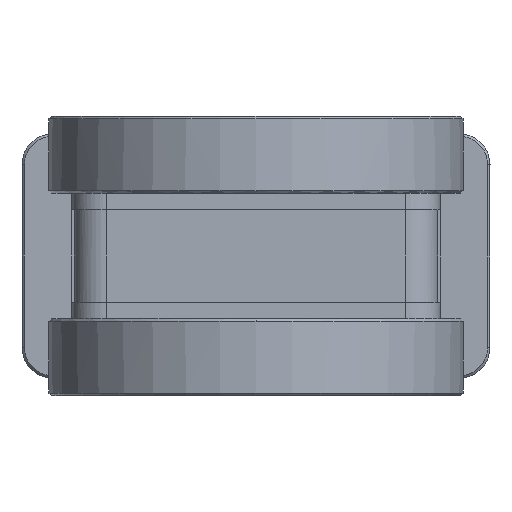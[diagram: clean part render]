
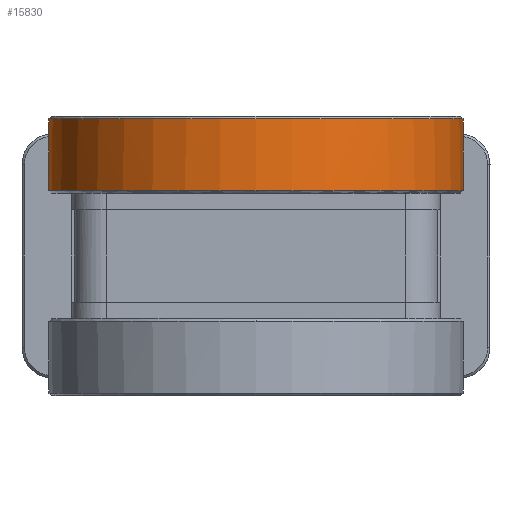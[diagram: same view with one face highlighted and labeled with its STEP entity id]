
A CAD part, front view. The second image highlights one B-rep face of the part: STEP entity #15830.
In plain terms, the highlighted cylindrical face has radius 42.862 mm (diameter 85.725 mm), a partial arc.
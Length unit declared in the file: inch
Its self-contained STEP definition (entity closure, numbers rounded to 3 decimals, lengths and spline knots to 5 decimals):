
#542 = CIRCLE ( 'NONE', #20291, 1.6875 ) ;
#549 = FACE_OUTER_BOUND ( 'NONE', #16175, .T. ) ;
#638 = DIRECTION ( 'NONE',  ( 0., 0., -1. ) ) ;
#801 = CARTESIAN_POINT ( 'NONE',  ( 1.68723, -0.03, 1.03746 ) ) ;
#1262 = LINE ( 'NONE', #19384, #13808 ) ;
#1326 = VERTEX_POINT ( 'NONE', #801 ) ;
#1485 = AXIS2_PLACEMENT_3D ( 'NONE', #19742, #18066, #18234 ) ;
#1517 = CARTESIAN_POINT ( 'NONE',  ( 1.68741, -0.02, 1.03749 ) ) ;
#1732 = EDGE_CURVE ( 'NONE', #3832, #9214, #12780, .T. ) ;
#1922 = AXIS2_PLACEMENT_3D ( 'NONE', #20949, #12796, #2985 ) ;
#2612 = CYLINDRICAL_SURFACE ( 'NONE', #1485, 1.6875 ) ;
#2985 = DIRECTION ( 'NONE',  ( -1., 0., 0. ) ) ;
#3318 = EDGE_CURVE ( 'NONE', #17418, #1326, #4114, .T. ) ;
#3429 = VECTOR ( 'NONE', #7167, 39.37008 ) ;
#3451 = EDGE_CURVE ( 'NONE', #17352, #1326, #10048, .T. ) ;
#3498 = DIRECTION ( 'NONE',  ( 0., 0., 1. ) ) ;
#3832 = VERTEX_POINT ( 'NONE', #17999 ) ;
#3925 = VECTOR ( 'NONE', #18267, 39.37008 ) ;
#4114 = LINE ( 'NONE', #10458, #9018 ) ;
#4230 = EDGE_CURVE ( 'NONE', #17352, #9214, #19798, .T. ) ;
#5009 = VERTEX_POINT ( 'NONE', #11597 ) ;
#5284 = VERTEX_POINT ( 'NONE', #14441 ) ;
#6308 = CARTESIAN_POINT ( 'NONE',  ( -1.6875, 0., 1.25125 ) ) ;
#6343 = ORIENTED_EDGE ( 'NONE', *, *, #9221, .T. ) ;
#6467 = CARTESIAN_POINT ( 'NONE',  ( -1.6875, 0., 1.0375 ) ) ;
#6655 = CARTESIAN_POINT ( 'NONE',  ( 1.6875, 0., 1.0375 ) ) ;
#6987 = CARTESIAN_POINT ( 'NONE',  ( -1.6875, 0., 0.5325 ) ) ;
#7167 = DIRECTION ( 'NONE',  ( 0., 0., -1. ) ) ;
#7269 = LINE ( 'NONE', #6308, #3429 ) ;
#7284 = CARTESIAN_POINT ( 'NONE',  ( -1.68723, -0.03, 1.03746 ) ) ;
#8285 = DIRECTION ( 'NONE',  ( 0., 0., 1. ) ) ;
#9018 = VECTOR ( 'NONE', #638, 39.37008 ) ;
#9198 = VERTEX_POINT ( 'NONE', #6987 ) ;
#9214 = VERTEX_POINT ( 'NONE', #14696 ) ;
#9221 = EDGE_CURVE ( 'NONE', #13923, #5009, #17305, .T. ) ;
#9345 = ORIENTED_EDGE ( 'NONE', *, *, #16878, .T. ) ;
#9742 = ORIENTED_EDGE ( 'NONE', *, *, #1732, .T. ) ;
#10048 = B_SPLINE_CURVE_WITH_KNOTS ( 'NONE', 3,
 ( #21095, #12964, #1517, #10875 ),
 .UNSPECIFIED., .F., .F.,
 ( 4, 4 ),
 ( 0.5, 1. ),
 .UNSPECIFIED. ) ;
#10432 = AXIS2_PLACEMENT_3D ( 'NONE', #18060, #8285, #19710 ) ;
#10458 = CARTESIAN_POINT ( 'NONE',  ( 1.68723, -0.03, 0. ) ) ;
#10460 = EDGE_CURVE ( 'NONE', #9198, #3832, #542, .T. ) ;
#10689 = CARTESIAN_POINT ( 'NONE',  ( -1.68723, -0.03, 1.03746 ) ) ;
#10875 = CARTESIAN_POINT ( 'NONE',  ( 1.68723, -0.03, 1.03746 ) ) ;
#11597 = CARTESIAN_POINT ( 'NONE',  ( -1.6875, 0., 1.0375 ) ) ;
#11602 = CARTESIAN_POINT ( 'NONE',  ( 0., 0., 0.5325 ) ) ;
#12074 = ORIENTED_EDGE ( 'NONE', *, *, #18437, .F. ) ;
#12780 = CIRCLE ( 'NONE', #1922, 1.6875 ) ;
#12796 = DIRECTION ( 'NONE',  ( 0., 0., 1. ) ) ;
#12878 = DIRECTION ( 'NONE',  ( 0., 0., 1. ) ) ;
#12964 = CARTESIAN_POINT ( 'NONE',  ( 1.6875, -0.01, 1.0375 ) ) ;
#13808 = VECTOR ( 'NONE', #12878, 39.37008 ) ;
#13923 = VERTEX_POINT ( 'NONE', #10689 ) ;
#14178 = EDGE_CURVE ( 'NONE', #5284, #17418, #19474, .T. ) ;
#14441 = CARTESIAN_POINT ( 'NONE',  ( -1.68723, -0.03, 1.1175 ) ) ;
#14696 = CARTESIAN_POINT ( 'NONE',  ( 1.6875, 0., 0.5325 ) ) ;
#14939 = CARTESIAN_POINT ( 'NONE',  ( -1.6875, -0.01, 1.03749 ) ) ;
#14947 = ORIENTED_EDGE ( 'NONE', *, *, #4230, .F. ) ;
#15730 = ORIENTED_EDGE ( 'NONE', *, *, #3451, .T. ) ;
#15830 = ADVANCED_FACE ( 'NONE', ( #549 ), #2612, .T. ) ;
#15893 = DIRECTION ( 'NONE',  ( -1., 0., 0. ) ) ;
#16175 = EDGE_LOOP ( 'NONE', ( #14947, #15730, #16396, #17010, #12074, #6343, #9345, #20551, #9742 ) ) ;
#16396 = ORIENTED_EDGE ( 'NONE', *, *, #3318, .F. ) ;
#16878 = EDGE_CURVE ( 'NONE', #5009, #9198, #7269, .T. ) ;
#17010 = ORIENTED_EDGE ( 'NONE', *, *, #14178, .F. ) ;
#17305 = B_SPLINE_CURVE_WITH_KNOTS ( 'NONE', 3,
 ( #7284, #18719, #14939, #6467 ),
 .UNSPECIFIED., .F., .F.,
 ( 4, 4 ),
 ( 0., 1. ),
 .UNSPECIFIED. ) ;
#17352 = VERTEX_POINT ( 'NONE', #6655 ) ;
#17418 = VERTEX_POINT ( 'NONE', #20179 ) ;
#17999 = CARTESIAN_POINT ( 'NONE',  ( 0., -1.6875, 0.5325 ) ) ;
#18060 = CARTESIAN_POINT ( 'NONE',  ( 0., 0., 1.1175 ) ) ;
#18066 = DIRECTION ( 'NONE',  ( 0., 0., -1. ) ) ;
#18234 = DIRECTION ( 'NONE',  ( -1., 0., 0. ) ) ;
#18267 = DIRECTION ( 'NONE',  ( 0., 0., -1. ) ) ;
#18437 = EDGE_CURVE ( 'NONE', #13923, #5284, #1262, .T. ) ;
#18719 = CARTESIAN_POINT ( 'NONE',  ( -1.68741, -0.02, 1.03747 ) ) ;
#19384 = CARTESIAN_POINT ( 'NONE',  ( -1.68723, -0.03, 0. ) ) ;
#19474 = CIRCLE ( 'NONE', #10432, 1.6875 ) ;
#19710 = DIRECTION ( 'NONE',  ( -1., 0., 0. ) ) ;
#19742 = CARTESIAN_POINT ( 'NONE',  ( 0., 0., 1.25125 ) ) ;
#19798 = LINE ( 'NONE', #21216, #3925 ) ;
#20179 = CARTESIAN_POINT ( 'NONE',  ( 1.68723, -0.03, 1.1175 ) ) ;
#20291 = AXIS2_PLACEMENT_3D ( 'NONE', #11602, #3498, #15893 ) ;
#20551 = ORIENTED_EDGE ( 'NONE', *, *, #10460, .T. ) ;
#20949 = CARTESIAN_POINT ( 'NONE',  ( 0., 0., 0.5325 ) ) ;
#21095 = CARTESIAN_POINT ( 'NONE',  ( 1.6875, 0., 1.0375 ) ) ;
#21216 = CARTESIAN_POINT ( 'NONE',  ( 1.6875, 0., 1.25125 ) ) ;
